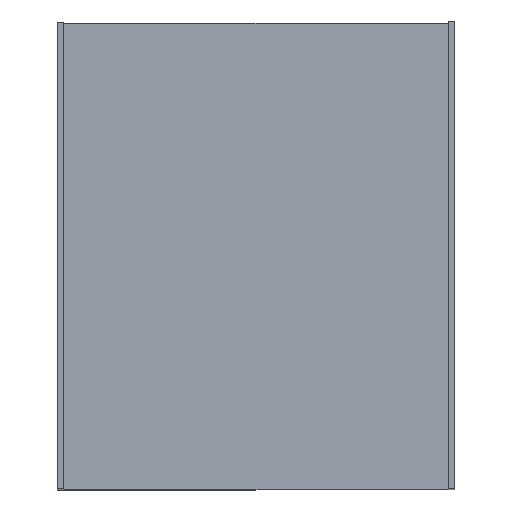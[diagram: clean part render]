
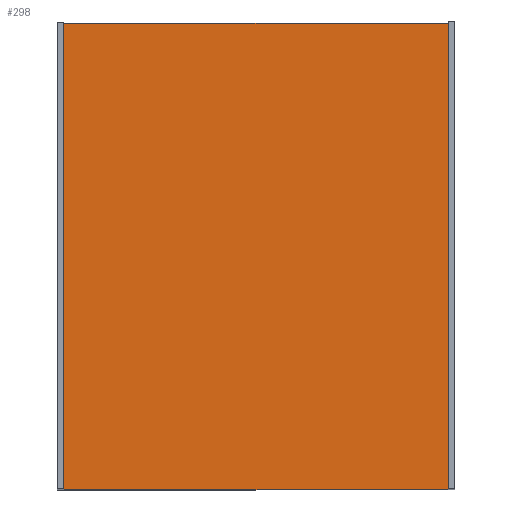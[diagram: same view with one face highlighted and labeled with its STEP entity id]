
A CAD part, top view. The second image highlights one B-rep face of the part: STEP entity #298.
In plain terms, the highlighted planar face has unit normal (0, 0, 1).
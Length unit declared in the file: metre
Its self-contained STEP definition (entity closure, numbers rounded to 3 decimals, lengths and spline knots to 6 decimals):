
#15 = DIRECTION ( 'NONE',  ( 1., 0., 0. ) ) ;
#43 = DIRECTION ( 'NONE',  ( 0., 0., 1. ) ) ;
#45 = CARTESIAN_POINT ( 'NONE',  ( -0.003175, 0., 0.003175 ) ) ;
#46 = DIRECTION ( 'NONE',  ( -1., 0., 0. ) ) ;
#47 = LINE ( 'NONE', #124, #268 ) ;
#66 = FACE_OUTER_BOUND ( 'NONE', #310, .T. ) ;
#69 = CARTESIAN_POINT ( 'NONE',  ( 0., 0., 0.003175 ) ) ;
#106 = VERTEX_POINT ( 'NONE', #45 ) ;
#111 = VECTOR ( 'NONE', #222, 1. ) ;
#121 = CARTESIAN_POINT ( 'NONE',  ( 0., 0.239, 0.003175 ) ) ;
#123 = CARTESIAN_POINT ( 'NONE',  ( 0., 0., 0.003175 ) ) ;
#124 = CARTESIAN_POINT ( 'NONE',  ( -0.003175, 0.239, 0.003175 ) ) ;
#125 = EDGE_CURVE ( 'NONE', #135, #275, #248, .T. ) ;
#135 = VERTEX_POINT ( 'NONE', #195 ) ;
#148 = PLANE ( 'NONE',  #158 ) ;
#158 = AXIS2_PLACEMENT_3D ( 'NONE', #123, #43, #15 ) ;
#173 = DIRECTION ( 'NONE',  ( 0., 1., 0. ) ) ;
#176 = EDGE_CURVE ( 'NONE', #191, #106, #47, .T. ) ;
#182 = ORIENTED_EDGE ( 'NONE', *, *, #295, .T. ) ;
#184 = EDGE_CURVE ( 'NONE', #135, #106, #292, .T. ) ;
#191 = VERTEX_POINT ( 'NONE', #276 ) ;
#195 = CARTESIAN_POINT ( 'NONE',  ( -0.200025, 0., 0.003175 ) ) ;
#200 = VECTOR ( 'NONE', #173, 1. ) ;
#202 = CARTESIAN_POINT ( 'NONE',  ( -0.200025, 0.239, 0.003175 ) ) ;
#215 = CARTESIAN_POINT ( 'NONE',  ( -0.200025, 0.239, 0.003175 ) ) ;
#220 = DIRECTION ( 'NONE',  ( 0., -1., 0. ) ) ;
#222 = DIRECTION ( 'NONE',  ( 1., 0., 0. ) ) ;
#238 = LINE ( 'NONE', #121, #244 ) ;
#244 = VECTOR ( 'NONE', #46, 1. ) ;
#248 = LINE ( 'NONE', #202, #200 ) ;
#264 = ORIENTED_EDGE ( 'NONE', *, *, #125, .F. ) ;
#268 = VECTOR ( 'NONE', #220, 1. ) ;
#275 = VERTEX_POINT ( 'NONE', #215 ) ;
#276 = CARTESIAN_POINT ( 'NONE',  ( -0.003175, 0.239, 0.003175 ) ) ;
#284 = ORIENTED_EDGE ( 'NONE', *, *, #184, .T. ) ;
#292 = LINE ( 'NONE', #69, #111 ) ;
#295 = EDGE_CURVE ( 'NONE', #191, #275, #238, .T. ) ;
#298 = ADVANCED_FACE ( 'NONE', ( #66 ), #148, .T. ) ;
#305 = ORIENTED_EDGE ( 'NONE', *, *, #176, .F. ) ;
#310 = EDGE_LOOP ( 'NONE', ( #284, #305, #182, #264 ) ) ;
